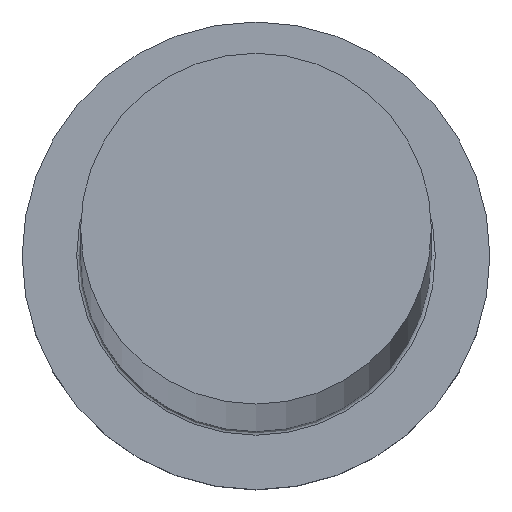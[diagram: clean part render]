
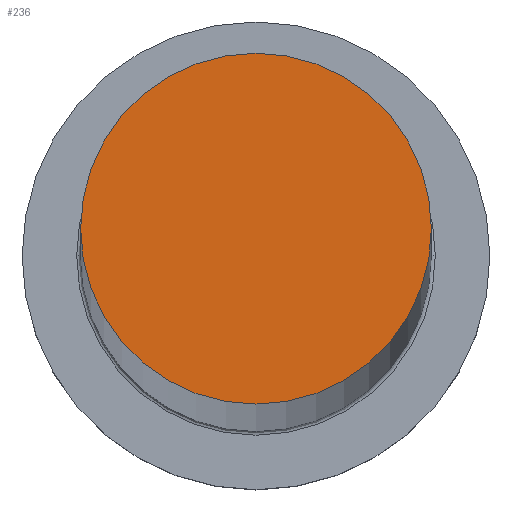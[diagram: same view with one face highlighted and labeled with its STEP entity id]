
A CAD part, top view. The second image highlights one B-rep face of the part: STEP entity #236.
In plain terms, the highlighted planar face has unit normal (0, 0, 1).
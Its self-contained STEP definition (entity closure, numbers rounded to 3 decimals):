
#5 = DIRECTION ( 'NONE',  ( 1., 0., 0. ) ) ;
#7 = VERTEX_POINT ( 'NONE', #122 ) ;
#25 = ORIENTED_EDGE ( 'NONE', *, *, #200, .T. ) ;
#32 = PLANE ( 'NONE',  #179 ) ;
#37 = DIRECTION ( 'NONE',  ( 0., 0., 1. ) ) ;
#77 = DIRECTION ( 'NONE',  ( 0., 0., 1. ) ) ;
#92 = AXIS2_PLACEMENT_3D ( 'NONE', #197, #132, #5 ) ;
#105 = CIRCLE ( 'NONE', #184, 9. ) ;
#122 = CARTESIAN_POINT ( 'NONE',  ( -9., 0., 807. ) ) ;
#129 = DIRECTION ( 'NONE',  ( 1., 0., 0. ) ) ;
#132 = DIRECTION ( 'NONE',  ( 0., 0., 1. ) ) ;
#139 = CIRCLE ( 'NONE', #92, 9. ) ;
#155 = CARTESIAN_POINT ( 'NONE',  ( 9., 0., 807. ) ) ;
#164 = ORIENTED_EDGE ( 'NONE', *, *, #302, .T. ) ;
#179 = AXIS2_PLACEMENT_3D ( 'NONE', #202, #37, #129 ) ;
#184 = AXIS2_PLACEMENT_3D ( 'NONE', #254, #77, #198 ) ;
#197 = CARTESIAN_POINT ( 'NONE',  ( 0., 0., 807. ) ) ;
#198 = DIRECTION ( 'NONE',  ( 1., 0., 0. ) ) ;
#200 = EDGE_CURVE ( 'NONE', #260, #7, #105, .T. ) ;
#202 = CARTESIAN_POINT ( 'NONE',  ( 0., 0., 807. ) ) ;
#217 = EDGE_LOOP ( 'NONE', ( #164, #25 ) ) ;
#236 = ADVANCED_FACE ( 'NONE', ( #248 ), #32, .T. ) ;
#248 = FACE_OUTER_BOUND ( 'NONE', #217, .T. ) ;
#254 = CARTESIAN_POINT ( 'NONE',  ( 0., 0., 807. ) ) ;
#260 = VERTEX_POINT ( 'NONE', #155 ) ;
#302 = EDGE_CURVE ( 'NONE', #7, #260, #139, .T. ) ;
